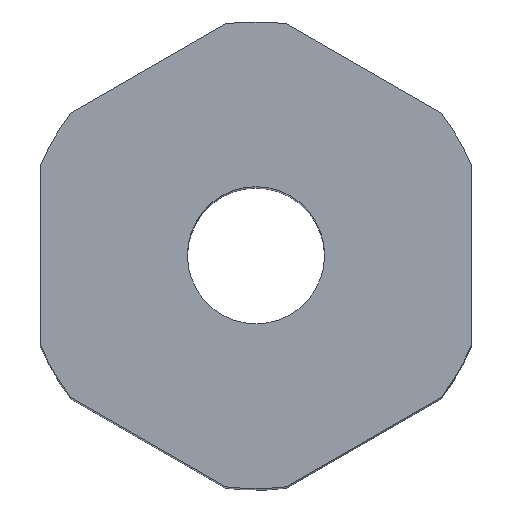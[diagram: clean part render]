
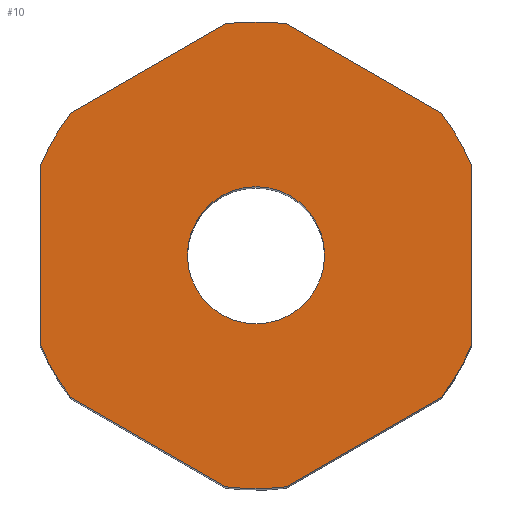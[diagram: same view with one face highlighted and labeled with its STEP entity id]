
A CAD part, top view. The second image highlights one B-rep face of the part: STEP entity #10.
In plain terms, the highlighted planar face has unit normal (0, 0, 1).
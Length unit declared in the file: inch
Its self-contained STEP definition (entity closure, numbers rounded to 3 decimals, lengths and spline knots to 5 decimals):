
#7 = CARTESIAN_POINT ( 'NONE',  ( 0., 0., 0.5 ) ) ;
#9 = DIRECTION ( 'NONE',  ( 0., 0., 1. ) ) ;
#10 = ADVANCED_FACE ( 'NONE', ( #445, #215 ), #403, .T. ) ;
#20 = VERTEX_POINT ( 'NONE', #509 ) ;
#24 = EDGE_LOOP ( 'NONE', ( #252, #154 ) ) ;
#29 = VERTEX_POINT ( 'NONE', #53 ) ;
#34 = VERTEX_POINT ( 'NONE', #149 ) ;
#36 = CIRCLE ( 'NONE', #389, 0.0795 ) ;
#38 = ORIENTED_EDGE ( 'NONE', *, *, #300, .T. ) ;
#45 = CIRCLE ( 'NONE', #193, 0.27047 ) ;
#49 = EDGE_CURVE ( 'NONE', #484, #411, #464, .T. ) ;
#51 = CARTESIAN_POINT ( 'NONE',  ( 0.03509, 0.26819, 0.5 ) ) ;
#53 = CARTESIAN_POINT ( 'NONE',  ( -0.2498, -0.1037, 0.5 ) ) ;
#57 = CARTESIAN_POINT ( 'NONE',  ( -0.2498, 0., 0.5 ) ) ;
#61 = VECTOR ( 'NONE', #550, 39.37008 ) ;
#62 = CIRCLE ( 'NONE', #169, 0.27047 ) ;
#66 = DIRECTION ( 'NONE',  ( 1., 0., 0. ) ) ;
#71 = ORIENTED_EDGE ( 'NONE', *, *, #181, .T. ) ;
#74 = AXIS2_PLACEMENT_3D ( 'NONE', #360, #353, #453 ) ;
#77 = EDGE_CURVE ( 'NONE', #20, #414, #62, .T. ) ;
#88 = VERTEX_POINT ( 'NONE', #51 ) ;
#89 = CARTESIAN_POINT ( 'NONE',  ( -0.1249, 0.21634, 0.5 ) ) ;
#99 = CARTESIAN_POINT ( 'NONE',  ( -0.03509, -0.26819, 0.5 ) ) ;
#100 = DIRECTION ( 'NONE',  ( 1., 0., 0. ) ) ;
#107 = AXIS2_PLACEMENT_3D ( 'NONE', #470, #429, #250 ) ;
#116 = ORIENTED_EDGE ( 'NONE', *, *, #368, .T. ) ;
#124 = LINE ( 'NONE', #89, #438 ) ;
#126 = CARTESIAN_POINT ( 'NONE',  ( -0.21471, 0.16449, 0.5 ) ) ;
#128 = CARTESIAN_POINT ( 'NONE',  ( 0.03509, -0.26819, 0.5 ) ) ;
#135 = EDGE_LOOP ( 'NONE', ( #454, #477, #565, #116, #183, #38, #315, #457, #441, #200, #71, #321 ) ) ;
#141 = CARTESIAN_POINT ( 'NONE',  ( -0.1249, -0.21634, 0.5 ) ) ;
#143 = DIRECTION ( 'NONE',  ( 1., 0., 0. ) ) ;
#144 = EDGE_CURVE ( 'NONE', #411, #484, #36, .T. ) ;
#149 = CARTESIAN_POINT ( 'NONE',  ( -0.21471, -0.16449, 0.5 ) ) ;
#154 = ORIENTED_EDGE ( 'NONE', *, *, #144, .F. ) ;
#155 = CARTESIAN_POINT ( 'NONE',  ( 0., 0., 0.5 ) ) ;
#157 = VERTEX_POINT ( 'NONE', #395 ) ;
#160 = DIRECTION ( 'NONE',  ( 0.866, 0.5, 0. ) ) ;
#169 = AXIS2_PLACEMENT_3D ( 'NONE', #333, #374, #100 ) ;
#171 = DIRECTION ( 'NONE',  ( 0., 1., 0. ) ) ;
#174 = EDGE_CURVE ( 'NONE', #29, #34, #234, .T. ) ;
#178 = AXIS2_PLACEMENT_3D ( 'NONE', #7, #561, #243 ) ;
#181 = EDGE_CURVE ( 'NONE', #359, #20, #199, .T. ) ;
#182 = CARTESIAN_POINT ( 'NONE',  ( -0.2498, 0.1037, 0.5 ) ) ;
#183 = ORIENTED_EDGE ( 'NONE', *, *, #465, .T. ) ;
#190 = EDGE_CURVE ( 'NONE', #157, #547, #522, .T. ) ;
#193 = AXIS2_PLACEMENT_3D ( 'NONE', #264, #413, #588 ) ;
#199 = LINE ( 'NONE', #341, #575 ) ;
#200 = ORIENTED_EDGE ( 'NONE', *, *, #344, .T. ) ;
#215 = FACE_OUTER_BOUND ( 'NONE', #135, .T. ) ;
#218 = CARTESIAN_POINT ( 'NONE',  ( -0.0795, 0., 0.5 ) ) ;
#226 = VECTOR ( 'NONE', #284, 39.37008 ) ;
#234 = CIRCLE ( 'NONE', #107, 0.27047 ) ;
#243 = DIRECTION ( 'NONE',  ( 1., 0., 0. ) ) ;
#250 = DIRECTION ( 'NONE',  ( 1., 0., 0. ) ) ;
#252 = ORIENTED_EDGE ( 'NONE', *, *, #49, .F. ) ;
#254 = DIRECTION ( 'NONE',  ( 1., 0., 0. ) ) ;
#255 = VERTEX_POINT ( 'NONE', #442 ) ;
#258 = AXIS2_PLACEMENT_3D ( 'NONE', #294, #476, #66 ) ;
#264 = CARTESIAN_POINT ( 'NONE',  ( 0., 0., 0.5 ) ) ;
#274 = DIRECTION ( 'NONE',  ( -0.866, -0.5, 0. ) ) ;
#284 = DIRECTION ( 'NONE',  ( -0.866, 0.5, 0. ) ) ;
#286 = CARTESIAN_POINT ( 'NONE',  ( 0.1249, 0.21634, 0.5 ) ) ;
#294 = CARTESIAN_POINT ( 'NONE',  ( 0., 0., 0.5 ) ) ;
#300 = EDGE_CURVE ( 'NONE', #354, #582, #472, .T. ) ;
#314 = CARTESIAN_POINT ( 'NONE',  ( 0.2498, -0.1037, 0.5 ) ) ;
#315 = ORIENTED_EDGE ( 'NONE', *, *, #559, .T. ) ;
#320 = LINE ( 'NONE', #536, #446 ) ;
#321 = ORIENTED_EDGE ( 'NONE', *, *, #77, .T. ) ;
#332 = DIRECTION ( 'NONE',  ( 0., -1., 0. ) ) ;
#333 = CARTESIAN_POINT ( 'NONE',  ( 0., 0., 0.5 ) ) ;
#341 = CARTESIAN_POINT ( 'NONE',  ( 0.1249, -0.21634, 0.5 ) ) ;
#344 = EDGE_CURVE ( 'NONE', #586, #359, #45, .T. ) ;
#352 = VECTOR ( 'NONE', #332, 39.37008 ) ;
#353 = DIRECTION ( 'NONE',  ( 0., 0., 1. ) ) ;
#354 = VERTEX_POINT ( 'NONE', #126 ) ;
#356 = CARTESIAN_POINT ( 'NONE',  ( 0.0795, 0., 0.5 ) ) ;
#359 = VERTEX_POINT ( 'NONE', #128 ) ;
#360 = CARTESIAN_POINT ( 'NONE',  ( 0., 0., 0.5 ) ) ;
#366 = CARTESIAN_POINT ( 'NONE',  ( 0.21471, 0.16449, 0.5 ) ) ;
#368 = EDGE_CURVE ( 'NONE', #88, #255, #371, .T. ) ;
#371 = CIRCLE ( 'NONE', #74, 0.27047 ) ;
#374 = DIRECTION ( 'NONE',  ( 0., 0., 1. ) ) ;
#389 = AXIS2_PLACEMENT_3D ( 'NONE', #467, #423, #483 ) ;
#392 = DIRECTION ( 'NONE',  ( 0., 0., 1. ) ) ;
#395 = CARTESIAN_POINT ( 'NONE',  ( 0.2498, 0.1037, 0.5 ) ) ;
#403 = PLANE ( 'NONE',  #487 ) ;
#411 = VERTEX_POINT ( 'NONE', #356 ) ;
#413 = DIRECTION ( 'NONE',  ( 0., 0., 1. ) ) ;
#414 = VERTEX_POINT ( 'NONE', #314 ) ;
#416 = LINE ( 'NONE', #57, #352 ) ;
#423 = DIRECTION ( 'NONE',  ( 0., 0., 1. ) ) ;
#429 = DIRECTION ( 'NONE',  ( 0., 0., 1. ) ) ;
#431 = EDGE_CURVE ( 'NONE', #414, #157, #320, .T. ) ;
#438 = VECTOR ( 'NONE', #274, 39.37008 ) ;
#441 = ORIENTED_EDGE ( 'NONE', *, *, #554, .T. ) ;
#442 = CARTESIAN_POINT ( 'NONE',  ( -0.03509, 0.26819, 0.5 ) ) ;
#445 = FACE_BOUND ( 'NONE', #24, .T. ) ;
#446 = VECTOR ( 'NONE', #171, 39.37008 ) ;
#453 = DIRECTION ( 'NONE',  ( 1., 0., 0. ) ) ;
#454 = ORIENTED_EDGE ( 'NONE', *, *, #431, .T. ) ;
#457 = ORIENTED_EDGE ( 'NONE', *, *, #174, .T. ) ;
#464 = CIRCLE ( 'NONE', #178, 0.0795 ) ;
#465 = EDGE_CURVE ( 'NONE', #255, #354, #124, .T. ) ;
#466 = LINE ( 'NONE', #286, #226 ) ;
#467 = CARTESIAN_POINT ( 'NONE',  ( 0., 0., 0.5 ) ) ;
#470 = CARTESIAN_POINT ( 'NONE',  ( 0., 0., 0.5 ) ) ;
#472 = CIRCLE ( 'NONE', #258, 0.27047 ) ;
#476 = DIRECTION ( 'NONE',  ( 0., 0., 1. ) ) ;
#477 = ORIENTED_EDGE ( 'NONE', *, *, #190, .T. ) ;
#483 = DIRECTION ( 'NONE',  ( 1., 0., 0. ) ) ;
#484 = VERTEX_POINT ( 'NONE', #218 ) ;
#487 = AXIS2_PLACEMENT_3D ( 'NONE', #578, #9, #143 ) ;
#509 = CARTESIAN_POINT ( 'NONE',  ( 0.21471, -0.16449, 0.5 ) ) ;
#512 = EDGE_CURVE ( 'NONE', #547, #88, #466, .T. ) ;
#522 = CIRCLE ( 'NONE', #566, 0.27047 ) ;
#536 = CARTESIAN_POINT ( 'NONE',  ( 0.2498, 0., 0.5 ) ) ;
#547 = VERTEX_POINT ( 'NONE', #366 ) ;
#550 = DIRECTION ( 'NONE',  ( 0.866, -0.5, 0. ) ) ;
#552 = LINE ( 'NONE', #141, #61 ) ;
#554 = EDGE_CURVE ( 'NONE', #34, #586, #552, .T. ) ;
#559 = EDGE_CURVE ( 'NONE', #582, #29, #416, .T. ) ;
#561 = DIRECTION ( 'NONE',  ( 0., 0., 1. ) ) ;
#565 = ORIENTED_EDGE ( 'NONE', *, *, #512, .T. ) ;
#566 = AXIS2_PLACEMENT_3D ( 'NONE', #155, #392, #254 ) ;
#575 = VECTOR ( 'NONE', #160, 39.37008 ) ;
#578 = CARTESIAN_POINT ( 'NONE',  ( 0., 0., 0.5 ) ) ;
#582 = VERTEX_POINT ( 'NONE', #182 ) ;
#586 = VERTEX_POINT ( 'NONE', #99 ) ;
#588 = DIRECTION ( 'NONE',  ( 1., 0., 0. ) ) ;
